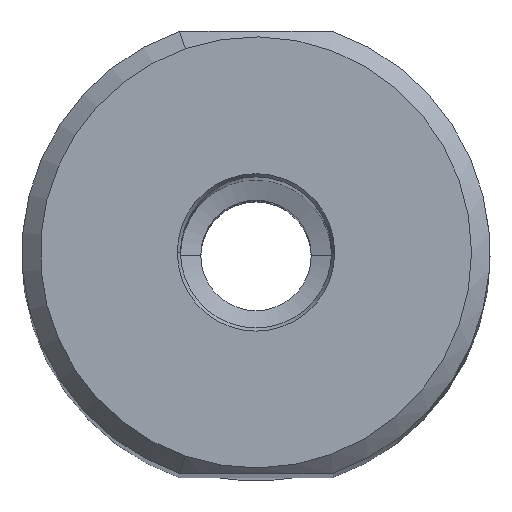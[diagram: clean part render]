
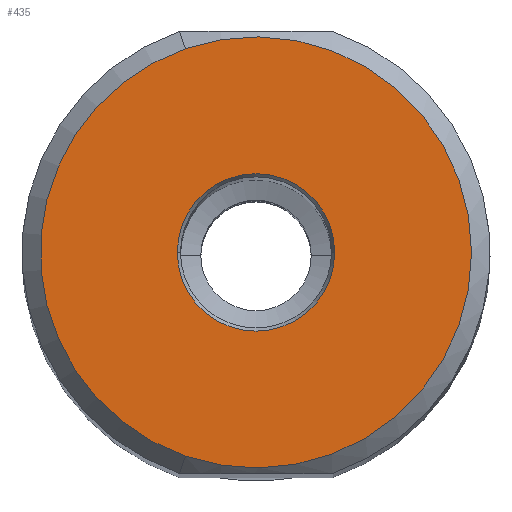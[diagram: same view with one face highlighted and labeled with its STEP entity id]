
A CAD part, top view. The second image highlights one B-rep face of the part: STEP entity #435.
In plain terms, the highlighted planar face has unit normal (0, 0, 1).
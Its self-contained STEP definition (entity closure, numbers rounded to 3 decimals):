
#435=ADVANCED_FACE('',(#538,#539),#498,.T.);
#498=PLANE('',#1538);
#538=FACE_BOUND('',#577,.T.);
#539=FACE_BOUND('',#578,.T.);
#577=EDGE_LOOP('',(#757,#758));
#578=EDGE_LOOP('',(#759,#760));
#757=ORIENTED_EDGE('',*,*,#1200,.T.);
#758=ORIENTED_EDGE('',*,*,#1198,.F.);
#759=ORIENTED_EDGE('',*,*,#1201,.T.);
#760=ORIENTED_EDGE('',*,*,#1202,.T.);
#1061=VERTEX_POINT('',#2627);
#1062=VERTEX_POINT('',#2629);
#1063=VERTEX_POINT('',#2635);
#1064=VERTEX_POINT('',#2636);
#1198=EDGE_CURVE('',#1061,#1062,#1351,.T.);
#1200=EDGE_CURVE('',#1061,#1062,#1352,.T.);
#1201=EDGE_CURVE('',#1063,#1064,#1353,.T.);
#1202=EDGE_CURVE('',#1064,#1063,#1354,.T.);
#1351=CIRCLE('',#1532,11.7);
#1352=CIRCLE('',#1534,11.7);
#1353=CIRCLE('',#1536,4.273);
#1354=CIRCLE('',#1537,4.273);
#1532=AXIS2_PLACEMENT_3D('',#2628,#1787,#1788);
#1534=AXIS2_PLACEMENT_3D('',#2632,#1792,#1793);
#1536=AXIS2_PLACEMENT_3D('',#2634,#1796,#1797);
#1537=AXIS2_PLACEMENT_3D('',#2637,#1798,#1799);
#1538=AXIS2_PLACEMENT_3D('',#2638,#1800,#1801);
#1787=DIRECTION('',(0.,0.,-1.));
#1788=DIRECTION('',(-0.327,0.945,0.));
#1792=DIRECTION('',(0.,0.,1.));
#1793=DIRECTION('',(-0.327,0.945,0.));
#1796=DIRECTION('',(0.,0.,-1.));
#1797=DIRECTION('',(-1.,0.,0.));
#1798=DIRECTION('',(0.,0.,-1.));
#1799=DIRECTION('',(1.,0.,0.));
#1800=DIRECTION('',(0.,0.,1.));
#1801=DIRECTION('',(1.,0.,0.));
#2627=CARTESIAN_POINT('',(-3.831,11.055,0.));
#2628=CARTESIAN_POINT('',(0.,0.,0.));
#2629=CARTESIAN_POINT('',(-3.831,-11.055,0.));
#2632=CARTESIAN_POINT('',(0.,0.,0.));
#2634=CARTESIAN_POINT('',(0.,0.,0.));
#2635=CARTESIAN_POINT('',(-4.273,0.,0.));
#2636=CARTESIAN_POINT('',(4.273,0.,0.));
#2637=CARTESIAN_POINT('',(0.,0.,0.));
#2638=CARTESIAN_POINT('',(0.,0.,0.));
